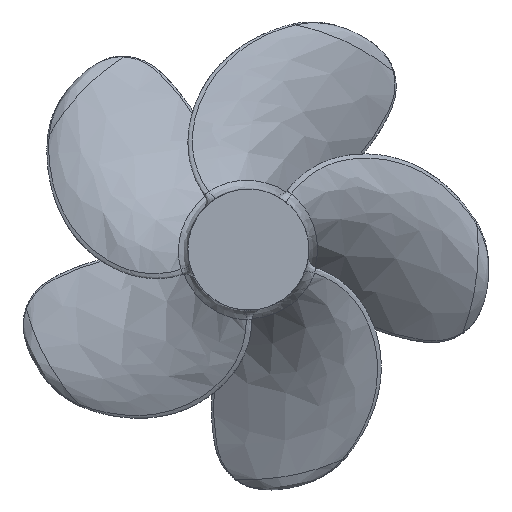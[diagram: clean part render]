
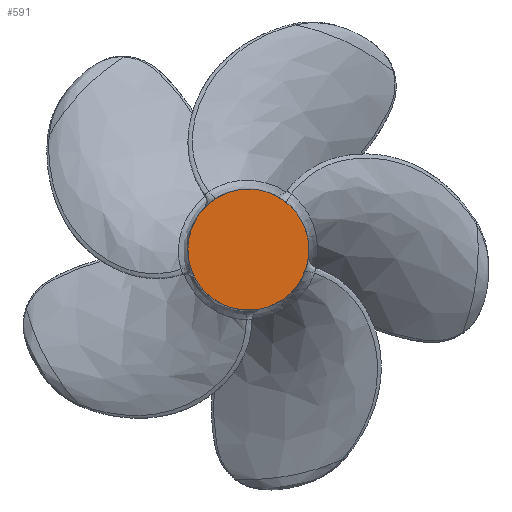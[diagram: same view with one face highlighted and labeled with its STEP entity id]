
A CAD part, top view. The second image highlights one B-rep face of the part: STEP entity #591.
In plain terms, the highlighted free-form (B-spline) face has degree [1, 1] with [2, 2] control points.
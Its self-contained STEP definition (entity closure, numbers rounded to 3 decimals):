
#311 = VERTEX_POINT('',#312);
#312 = CARTESIAN_POINT('',(-33.654,-103.576,
    217.812));
#319 = EDGE_CURVE('',#320,#311,#322,.T.);
#320 = VERTEX_POINT('',#321);
#321 = CARTESIAN_POINT('',(-108.906,0.,217.812));
#322 = ( BOUNDED_CURVE() B_SPLINE_CURVE(2,(#323,#324,#325),
.UNSPECIFIED.,.F.,.F.) B_SPLINE_CURVE_WITH_KNOTS((3,3),(0.,
0.197),.PIECEWISE_BEZIER_KNOTS.) CURVE() 
GEOMETRIC_REPRESENTATION_ITEM() RATIONAL_B_SPLINE_CURVE((1.,
0.769,0.903)) REPRESENTATION_ITEM('') );
#323 = CARTESIAN_POINT('',(-108.906,0.,217.812));
#324 = CARTESIAN_POINT('',(-108.906,-79.125,
    217.812));
#325 = CARTESIAN_POINT('',(-33.654,-103.576,
    217.812));
#591 = ADVANCED_FACE('',(#592),#631,.F.);
#592 = FACE_BOUND('',#593,.F.);
#593 = EDGE_LOOP('',(#594,#595,#603,#613,#623));
#594 = ORIENTED_EDGE('',*,*,#319,.F.);
#595 = ORIENTED_EDGE('',*,*,#596,.F.);
#596 = EDGE_CURVE('',#597,#320,#599,.T.);
#597 = VERTEX_POINT('',#598);
#598 = CARTESIAN_POINT('',(-33.654,103.576,
    217.812));
#599 = ( BOUNDED_CURVE() B_SPLINE_CURVE(2,(#600,#601,#602),
.UNSPECIFIED.,.F.,.F.) B_SPLINE_CURVE_WITH_KNOTS((3,3),(0.803,
1.),.PIECEWISE_BEZIER_KNOTS.) CURVE() GEOMETRIC_REPRESENTATION_ITEM() 
RATIONAL_B_SPLINE_CURVE((0.903,0.769,1.)) 
REPRESENTATION_ITEM('') );
#600 = CARTESIAN_POINT('',(-33.654,103.576,
    217.812));
#601 = CARTESIAN_POINT('',(-108.906,79.125,
    217.812));
#602 = CARTESIAN_POINT('',(-108.906,0.,217.812));
#603 = ORIENTED_EDGE('',*,*,#604,.F.);
#604 = EDGE_CURVE('',#605,#597,#607,.T.);
#605 = VERTEX_POINT('',#606);
#606 = CARTESIAN_POINT('',(88.107,64.013,
    217.812));
#607 = ( BOUNDED_CURVE() B_SPLINE_CURVE(2,(#608,#609,#610,#611,#612),
.UNSPECIFIED.,.F.,.F.) B_SPLINE_CURVE_WITH_KNOTS((3,2,3),(0.601,
0.75,0.803),.UNSPECIFIED.) CURVE() 
GEOMETRIC_REPRESENTATION_ITEM() RATIONAL_B_SPLINE_CURVE((0.859,
0.826,1.,0.938,0.903)) REPRESENTATION_ITEM('') 
  );
#608 = CARTESIAN_POINT('',(88.107,64.013,
    217.812));
#609 = CARTESIAN_POINT('',(55.49,108.906,
    217.812));
#610 = CARTESIAN_POINT('',(0.,108.906,217.812));
#611 = CARTESIAN_POINT('',(-17.249,108.906,
    217.812));
#612 = CARTESIAN_POINT('',(-33.654,103.576,
    217.812));
#613 = ORIENTED_EDGE('',*,*,#614,.F.);
#614 = EDGE_CURVE('',#615,#605,#617,.T.);
#615 = VERTEX_POINT('',#616);
#616 = CARTESIAN_POINT('',(88.107,-64.013,
    217.812));
#617 = ( BOUNDED_CURVE() B_SPLINE_CURVE(2,(#618,#619,#620,#621,#622),
.UNSPECIFIED.,.F.,.F.) B_SPLINE_CURVE_WITH_KNOTS((3,2,3),(0.399,
0.5,0.601),.PIECEWISE_BEZIER_KNOTS.) CURVE() 
GEOMETRIC_REPRESENTATION_ITEM() RATIONAL_B_SPLINE_CURVE((0.859,
    0.881,1.,0.881,0.859)) 
REPRESENTATION_ITEM('') );
#618 = CARTESIAN_POINT('',(88.107,-64.013,
    217.812));
#619 = CARTESIAN_POINT('',(108.906,-35.386,
    217.812));
#620 = CARTESIAN_POINT('',(108.906,0.,217.812));
#621 = CARTESIAN_POINT('',(108.906,35.386,
    217.812));
#622 = CARTESIAN_POINT('',(88.107,64.013,
    217.812));
#623 = ORIENTED_EDGE('',*,*,#624,.F.);
#624 = EDGE_CURVE('',#311,#615,#625,.T.);
#625 = ( BOUNDED_CURVE() B_SPLINE_CURVE(2,(#626,#627,#628,#629,#630),
.UNSPECIFIED.,.F.,.F.) B_SPLINE_CURVE_WITH_KNOTS((3,2,3),(0.197
,0.25,0.399),.UNSPECIFIED.) CURVE() GEOMETRIC_REPRESENTATION_ITEM(
) RATIONAL_B_SPLINE_CURVE((0.903,0.938,1.,0.826
,0.859)) REPRESENTATION_ITEM('') );
#626 = CARTESIAN_POINT('',(-33.654,-103.576,
    217.812));
#627 = CARTESIAN_POINT('',(-17.249,-108.906,
    217.812));
#628 = CARTESIAN_POINT('',(0.,-108.906,217.812));
#629 = CARTESIAN_POINT('',(55.49,-108.906,
    217.812));
#630 = CARTESIAN_POINT('',(88.107,-64.013,
    217.812));
#631 = B_SPLINE_SURFACE_WITH_KNOTS('',1,1,(
    (#632,#633)
    ,(#634,#635
    )),.UNSPECIFIED.,.F.,.F.,.F.,(2,2),(2,2),(41.673,
    191.673),(41.673,191.673),
  .PIECEWISE_BEZIER_KNOTS.);
#632 = CARTESIAN_POINT('',(108.906,-108.906,
    217.812));
#633 = CARTESIAN_POINT('',(108.906,108.906,
    217.812));
#634 = CARTESIAN_POINT('',(-108.906,-108.906,
    217.812));
#635 = CARTESIAN_POINT('',(-108.906,108.906,
    217.812));
